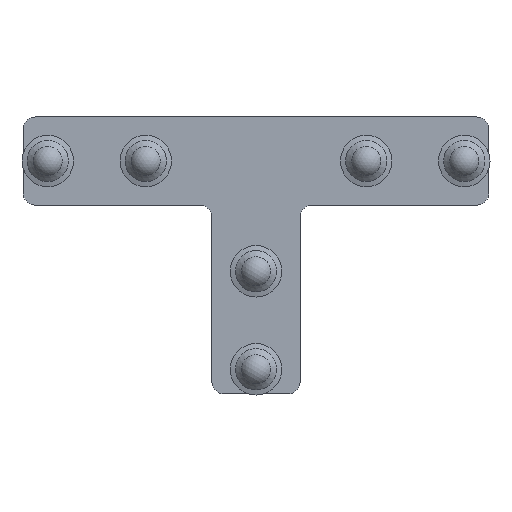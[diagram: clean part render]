
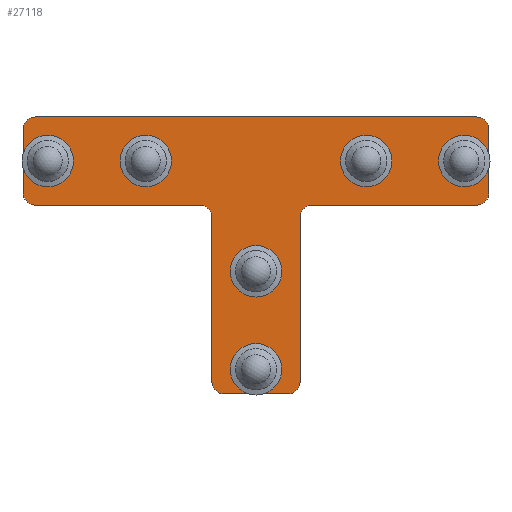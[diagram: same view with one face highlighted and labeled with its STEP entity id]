
A CAD part, top view. The second image highlights one B-rep face of the part: STEP entity #27118.
In plain terms, the highlighted face is planar.
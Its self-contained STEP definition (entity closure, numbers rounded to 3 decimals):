
#14388=CIRCLE('',#25567,5.);
#14389=CIRCLE('',#25568,5.);
#14390=CIRCLE('',#25569,5.);
#14391=CIRCLE('',#25570,5.);
#14392=CIRCLE('',#25571,5.);
#14393=CIRCLE('',#25572,5.);
#14394=CIRCLE('',#25573,5.);
#14395=CIRCLE('',#25574,5.);
#14396=CIRCLE('',#25575,4.5);
#14397=CIRCLE('',#25576,4.5);
#14398=CIRCLE('',#25577,4.5);
#14399=CIRCLE('',#25578,4.5);
#14400=CIRCLE('',#25579,4.5);
#14401=CIRCLE('',#25580,4.5);
#14638=ORIENTED_EDGE('',*,*,#19804,.T.);
#14639=ORIENTED_EDGE('',*,*,#19805,.F.);
#14640=ORIENTED_EDGE('',*,*,#19806,.T.);
#14641=ORIENTED_EDGE('',*,*,#19807,.F.);
#14642=ORIENTED_EDGE('',*,*,#19808,.F.);
#14643=ORIENTED_EDGE('',*,*,#19809,.F.);
#14644=ORIENTED_EDGE('',*,*,#19810,.T.);
#14645=ORIENTED_EDGE('',*,*,#19811,.F.);
#14646=ORIENTED_EDGE('',*,*,#19812,.T.);
#14647=ORIENTED_EDGE('',*,*,#19813,.F.);
#14648=ORIENTED_EDGE('',*,*,#19814,.F.);
#14649=ORIENTED_EDGE('',*,*,#19815,.F.);
#14650=ORIENTED_EDGE('',*,*,#19816,.T.);
#14651=ORIENTED_EDGE('',*,*,#19817,.F.);
#14652=ORIENTED_EDGE('',*,*,#19818,.T.);
#14653=ORIENTED_EDGE('',*,*,#19819,.F.);
#14654=ORIENTED_EDGE('',*,*,#19820,.F.);
#14655=ORIENTED_EDGE('',*,*,#19821,.F.);
#14656=ORIENTED_EDGE('',*,*,#19822,.F.);
#14657=ORIENTED_EDGE('',*,*,#19823,.F.);
#14658=ORIENTED_EDGE('',*,*,#19824,.F.);
#14659=ORIENTED_EDGE('',*,*,#19825,.F.);
#17362=VECTOR('',#22452,1.);
#17363=VECTOR('',#22455,1.);
#17364=VECTOR('',#22458,1.);
#17365=VECTOR('',#22461,1.);
#17366=VECTOR('',#22464,1.);
#17367=VECTOR('',#22467,1.);
#17368=VECTOR('',#22470,1.);
#17369=VECTOR('',#22473,1.);
#18126=LINE('',#27712,#17362);
#18127=LINE('',#27716,#17363);
#18128=LINE('',#27720,#17364);
#18129=LINE('',#27724,#17365);
#18130=LINE('',#27728,#17366);
#18131=LINE('',#27732,#17367);
#18132=LINE('',#27736,#17368);
#18133=LINE('',#27740,#17369);
#18890=VERTEX_POINT('',#27710);
#18891=VERTEX_POINT('',#27711);
#18892=VERTEX_POINT('',#27713);
#18893=VERTEX_POINT('',#27715);
#18894=VERTEX_POINT('',#27717);
#18895=VERTEX_POINT('',#27719);
#18896=VERTEX_POINT('',#27721);
#18897=VERTEX_POINT('',#27723);
#18898=VERTEX_POINT('',#27725);
#18899=VERTEX_POINT('',#27727);
#18900=VERTEX_POINT('',#27729);
#18901=VERTEX_POINT('',#27731);
#18902=VERTEX_POINT('',#27733);
#18903=VERTEX_POINT('',#27735);
#18904=VERTEX_POINT('',#27737);
#18905=VERTEX_POINT('',#27739);
#18906=VERTEX_POINT('',#27742);
#18907=VERTEX_POINT('',#27744);
#18908=VERTEX_POINT('',#27746);
#18909=VERTEX_POINT('',#27748);
#18910=VERTEX_POINT('',#27750);
#18911=VERTEX_POINT('',#27752);
#19804=EDGE_CURVE('',#18890,#18891,#18126,.T.);
#19805=EDGE_CURVE('',#18892,#18891,#14388,.T.);
#19806=EDGE_CURVE('',#18892,#18893,#18127,.T.);
#19807=EDGE_CURVE('',#18894,#18893,#14389,.T.);
#19808=EDGE_CURVE('',#18895,#18894,#18128,.T.);
#19809=EDGE_CURVE('',#18896,#18895,#14390,.T.);
#19810=EDGE_CURVE('',#18896,#18897,#18129,.T.);
#19811=EDGE_CURVE('',#18898,#18897,#14391,.T.);
#19812=EDGE_CURVE('',#18898,#18899,#18130,.T.);
#19813=EDGE_CURVE('',#18900,#18899,#14392,.T.);
#19814=EDGE_CURVE('',#18901,#18900,#18131,.T.);
#19815=EDGE_CURVE('',#18902,#18901,#14393,.T.);
#19816=EDGE_CURVE('',#18902,#18903,#18132,.T.);
#19817=EDGE_CURVE('',#18904,#18903,#14394,.T.);
#19818=EDGE_CURVE('',#18904,#18905,#18133,.T.);
#19819=EDGE_CURVE('',#18890,#18905,#14395,.T.);
#19820=EDGE_CURVE('',#18906,#18906,#14396,.T.);
#19821=EDGE_CURVE('',#18907,#18907,#14397,.T.);
#19822=EDGE_CURVE('',#18908,#18908,#14398,.T.);
#19823=EDGE_CURVE('',#18909,#18909,#14399,.T.);
#19824=EDGE_CURVE('',#18910,#18910,#14400,.T.);
#19825=EDGE_CURVE('',#18911,#18911,#14401,.T.);
#21166=EDGE_LOOP('',(#14638,#14639,#14640,#14641,#14642,#14643,#14644,#14645,
#14646,#14647,#14648,#14649,#14650,#14651,#14652,#14653));
#21167=EDGE_LOOP('',(#14654));
#21168=EDGE_LOOP('',(#14655));
#21169=EDGE_LOOP('',(#14656));
#21170=EDGE_LOOP('',(#14657));
#21171=EDGE_LOOP('',(#14658));
#21172=EDGE_LOOP('',(#14659));
#21808=FACE_BOUND('',#21166,.T.);
#21809=FACE_BOUND('',#21167,.T.);
#21810=FACE_BOUND('',#21168,.T.);
#21811=FACE_BOUND('',#21169,.T.);
#21812=FACE_BOUND('',#21170,.T.);
#21813=FACE_BOUND('',#21171,.T.);
#21814=FACE_BOUND('',#21172,.T.);
#22450=DIRECTION('',(0.,0.,-1.));
#22451=DIRECTION('',(0.,1.,0.));
#22452=DIRECTION('',(0.,67.,0.));
#22453=DIRECTION('',(0.,0.,1.));
#22454=DIRECTION('',(0.,5.,0.));
#22455=DIRECTION('',(26.,0.,0.));
#22456=DIRECTION('',(0.,0.,1.));
#22457=DIRECTION('',(5.,0.,0.));
#22458=DIRECTION('',(0.,67.,0.));
#22459=DIRECTION('',(0.,0.,-1.));
#22460=DIRECTION('',(0.,-5.,0.));
#22461=DIRECTION('',(67.,0.,0.));
#22462=DIRECTION('',(0.,0.,1.));
#22463=DIRECTION('',(5.,0.,0.));
#22464=DIRECTION('',(0.,-26.,0.));
#22465=DIRECTION('',(0.,0.,1.));
#22466=DIRECTION('',(0.,-5.,0.));
#22467=DIRECTION('',(180.,0.,0.));
#22468=DIRECTION('',(0.,0.,1.));
#22469=DIRECTION('',(-5.,0.,0.));
#22470=DIRECTION('',(0.,26.,0.));
#22471=DIRECTION('',(0.,0.,1.));
#22472=DIRECTION('',(0.,5.,0.));
#22473=DIRECTION('',(67.,0.,0.));
#22474=DIRECTION('',(0.,0.,-1.));
#22475=DIRECTION('',(5.,0.,0.));
#22476=DIRECTION('',(0.,0.,-1.));
#22477=DIRECTION('',(0.,-4.5,0.));
#22478=DIRECTION('',(0.,0.,-1.));
#22479=DIRECTION('',(0.,-4.5,0.));
#22480=DIRECTION('',(0.,0.,-1.));
#22481=DIRECTION('',(0.,-4.5,0.));
#22482=DIRECTION('',(0.,0.,-1.));
#22483=DIRECTION('',(0.,-4.5,0.));
#22484=DIRECTION('',(0.,0.,-1.));
#22485=DIRECTION('',(0.,-4.5,0.));
#22486=DIRECTION('',(0.,0.,-1.));
#22487=DIRECTION('',(0.,-4.5,0.));
#25566=AXIS2_PLACEMENT_3D('',#27709,#22450,#22451);
#25567=AXIS2_PLACEMENT_3D('',#27714,#22453,#22454);
#25568=AXIS2_PLACEMENT_3D('',#27718,#22456,#22457);
#25569=AXIS2_PLACEMENT_3D('',#27722,#22459,#22460);
#25570=AXIS2_PLACEMENT_3D('',#27726,#22462,#22463);
#25571=AXIS2_PLACEMENT_3D('',#27730,#22465,#22466);
#25572=AXIS2_PLACEMENT_3D('',#27734,#22468,#22469);
#25573=AXIS2_PLACEMENT_3D('',#27738,#22471,#22472);
#25574=AXIS2_PLACEMENT_3D('',#27741,#22474,#22475);
#25575=AXIS2_PLACEMENT_3D('',#27743,#22476,#22477);
#25576=AXIS2_PLACEMENT_3D('',#27745,#22478,#22479);
#25577=AXIS2_PLACEMENT_3D('',#27747,#22480,#22481);
#25578=AXIS2_PLACEMENT_3D('',#27749,#22482,#22483);
#25579=AXIS2_PLACEMENT_3D('',#27751,#22484,#22485);
#25580=AXIS2_PLACEMENT_3D('',#27753,#22486,#22487);
#26742=PLANE('',#25566);
#27118=ADVANCED_FACE('',(#21808,#21809,#21810,#21811,#21812,#21813,#21814),
#26742,.T.);
#27709=CARTESIAN_POINT('',(32.398,232.245,0.));
#27710=CARTESIAN_POINT('',(32.398,232.245,0.));
#27711=CARTESIAN_POINT('',(32.398,299.245,0.));
#27712=CARTESIAN_POINT('',(32.398,232.245,0.));
#27713=CARTESIAN_POINT('',(37.398,304.245,0.));
#27714=CARTESIAN_POINT('',(37.398,299.245,0.));
#27715=CARTESIAN_POINT('',(63.398,304.245,0.));
#27716=CARTESIAN_POINT('',(37.398,304.245,0.));
#27717=CARTESIAN_POINT('',(68.398,299.245,0.));
#27718=CARTESIAN_POINT('',(63.398,299.245,0.));
#27719=CARTESIAN_POINT('',(68.398,232.245,0.));
#27720=CARTESIAN_POINT('',(68.398,232.245,0.));
#27721=CARTESIAN_POINT('',(73.398,227.245,0.));
#27722=CARTESIAN_POINT('',(73.398,232.245,0.));
#27723=CARTESIAN_POINT('',(140.398,227.245,0.));
#27724=CARTESIAN_POINT('',(73.398,227.245,0.));
#27725=CARTESIAN_POINT('',(145.398,222.245,0.));
#27726=CARTESIAN_POINT('',(140.398,222.245,0.));
#27727=CARTESIAN_POINT('',(145.398,196.245,0.));
#27728=CARTESIAN_POINT('',(145.398,222.245,0.));
#27729=CARTESIAN_POINT('',(140.398,191.245,0.));
#27730=CARTESIAN_POINT('',(140.398,196.245,0.));
#27731=CARTESIAN_POINT('',(-39.602,191.245,0.));
#27732=CARTESIAN_POINT('',(-39.602,191.245,0.));
#27733=CARTESIAN_POINT('',(-44.602,196.245,0.));
#27734=CARTESIAN_POINT('',(-39.602,196.245,0.));
#27735=CARTESIAN_POINT('',(-44.602,222.245,0.));
#27736=CARTESIAN_POINT('',(-44.602,196.245,0.));
#27737=CARTESIAN_POINT('',(-39.602,227.245,0.));
#27738=CARTESIAN_POINT('',(-39.602,222.245,0.));
#27739=CARTESIAN_POINT('',(27.398,227.245,0.));
#27740=CARTESIAN_POINT('',(-39.602,227.245,0.));
#27741=CARTESIAN_POINT('',(27.398,232.245,0.));
#27742=CARTESIAN_POINT('',(50.398,289.745,0.));
#27743=CARTESIAN_POINT('',(50.398,294.245,0.));
#27744=CARTESIAN_POINT('',(50.398,249.745,0.));
#27745=CARTESIAN_POINT('',(50.398,254.245,0.));
#27746=CARTESIAN_POINT('',(95.398,204.745,0.));
#27747=CARTESIAN_POINT('',(95.398,209.245,0.));
#27748=CARTESIAN_POINT('',(135.398,204.745,0.));
#27749=CARTESIAN_POINT('',(135.398,209.245,0.));
#27750=CARTESIAN_POINT('',(-34.602,204.745,0.));
#27751=CARTESIAN_POINT('',(-34.602,209.245,0.));
#27752=CARTESIAN_POINT('',(5.398,204.745,0.));
#27753=CARTESIAN_POINT('',(5.398,209.245,0.));
